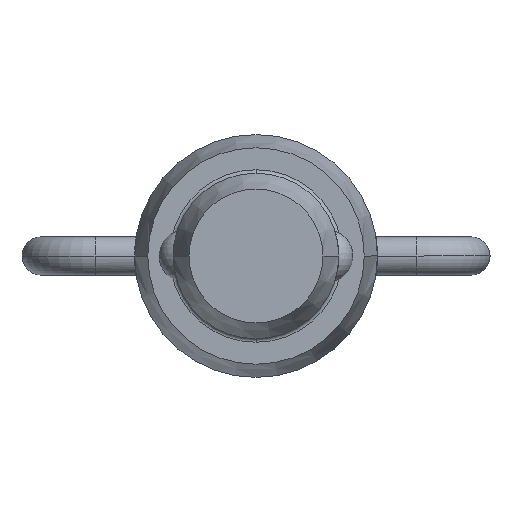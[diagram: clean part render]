
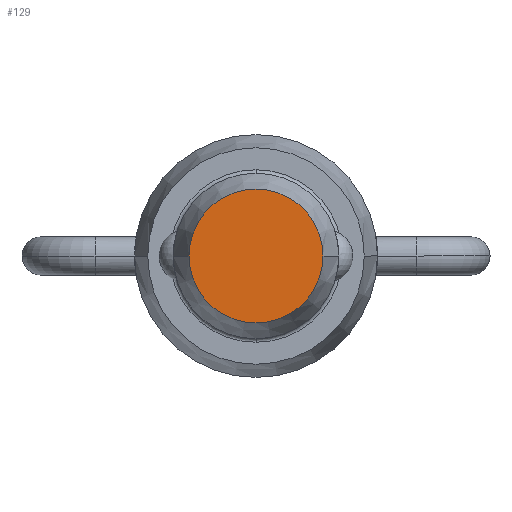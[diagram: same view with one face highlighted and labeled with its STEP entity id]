
A CAD part, front view. The second image highlights one B-rep face of the part: STEP entity #129.
In plain terms, the highlighted planar face has unit normal (0, -1, 0).
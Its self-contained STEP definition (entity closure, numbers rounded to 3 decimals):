
#129=ADVANCED_FACE('',(#263),#264,.T.);
#263=FACE_OUTER_BOUND('',#396,.T.);
#264=PLANE('',#397);
#396=EDGE_LOOP('',(#715,#716));
#397=AXIS2_PLACEMENT_3D('',#717,#718,#719);
#715=ORIENTED_EDGE('',*,*,#846,.T.);
#716=ORIENTED_EDGE('',*,*,#917,.T.);
#717=CARTESIAN_POINT('',(-2.381,-75.311,0.0));
#718=DIRECTION('',(0.,-1.0,0.0));
#719=DIRECTION('',(1.0,0.,0.0));
#846=EDGE_CURVE('',#1020,#1023,#1025,.T.);
#917=EDGE_CURVE('',#1023,#1020,#1121,.T.);
#1020=VERTEX_POINT('',#1372);
#1023=VERTEX_POINT('',#1376);
#1025=CIRCLE('',#1379,3.853);
#1121=CIRCLE('',#1526,3.853);
#1372=CARTESIAN_POINT('',(-3.853,-75.311,0.0));
#1376=CARTESIAN_POINT('',(3.853,-75.311,0.));
#1379=AXIS2_PLACEMENT_3D('',#1625,#1626,#1627);
#1526=AXIS2_PLACEMENT_3D('',#1734,#1735,#1736);
#1625=CARTESIAN_POINT('',(0.0,-75.311,0.0));
#1626=DIRECTION('',(0.,-1.0,0.0));
#1627=DIRECTION('',(-1.0,0.,0.0));
#1734=CARTESIAN_POINT('',(0.0,-75.311,0.0));
#1735=DIRECTION('',(0.,-1.0,0.0));
#1736=DIRECTION('',(-1.0,0.,0.0));
